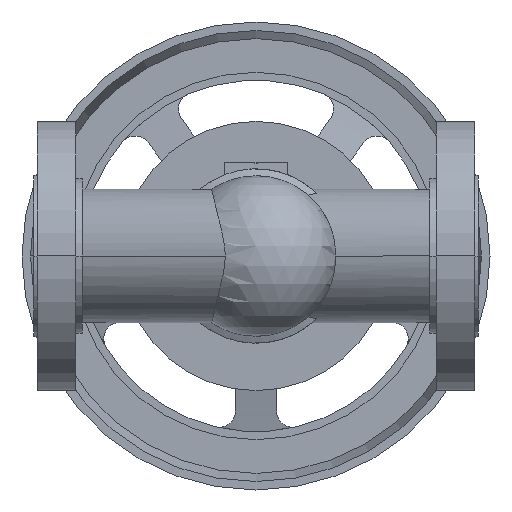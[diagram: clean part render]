
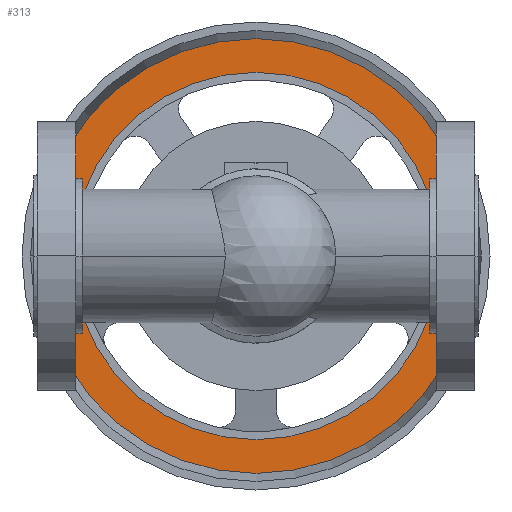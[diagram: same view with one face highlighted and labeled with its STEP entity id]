
A CAD part, front view. The second image highlights one B-rep face of the part: STEP entity #313.
In plain terms, the highlighted planar face has unit normal (0, -1, 0).
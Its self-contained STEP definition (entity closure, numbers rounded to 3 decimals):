
#313 = ADVANCED_FACE( '', ( #839, #840 ), #841, .T. );
#839 = FACE_OUTER_BOUND( '', #1470, .T. );
#840 = FACE_BOUND( '', #1471, .T. );
#841 = PLANE( '', #1472 );
#1470 = EDGE_LOOP( '', ( #3218, #3219 ) );
#1471 = EDGE_LOOP( '', ( #3220, #3221 ) );
#1472 = AXIS2_PLACEMENT_3D( '', #3222, #3223, #3224 );
#3218 = ORIENTED_EDGE( '', *, *, #4489, .F. );
#3219 = ORIENTED_EDGE( '', *, *, #4227, .F. );
#3220 = ORIENTED_EDGE( '', *, *, #4231, .T. );
#3221 = ORIENTED_EDGE( '', *, *, #4488, .T. );
#3222 = CARTESIAN_POINT( '', ( 171.393, 483., 0. ) );
#3223 = DIRECTION( '', ( 0., -1., 0. ) );
#3224 = DIRECTION( '', ( -1., 0., 0. ) );
#4227 = EDGE_CURVE( '', #5155, #5151, #5157, .T. );
#4231 = EDGE_CURVE( '', #5159, #5163, #5165, .T. );
#4488 = EDGE_CURVE( '', #5163, #5159, #5586, .T. );
#4489 = EDGE_CURVE( '', #5151, #5155, #5587, .T. );
#5151 = VERTEX_POINT( '', #6997 );
#5155 = VERTEX_POINT( '', #7002 );
#5157 = CIRCLE( '', #7005, 185.786 );
#5159 = VERTEX_POINT( '', #7007 );
#5163 = VERTEX_POINT( '', #7012 );
#5165 = CIRCLE( '', #7015, 157. );
#5586 = CIRCLE( '', #8164, 157. );
#5587 = CIRCLE( '', #8165, 185.786 );
#6997 = CARTESIAN_POINT( '', ( 185.786, 483., 0. ) );
#7002 = CARTESIAN_POINT( '', ( -185.786, 483., 0. ) );
#7005 = AXIS2_PLACEMENT_3D( '', #9141, #9142, #9143 );
#7007 = CARTESIAN_POINT( '', ( 157., 483., 0. ) );
#7012 = CARTESIAN_POINT( '', ( -157., 483., 0. ) );
#7015 = AXIS2_PLACEMENT_3D( '', #9149, #9150, #9151 );
#8164 = AXIS2_PLACEMENT_3D( '', #9544, #9545, #9546 );
#8165 = AXIS2_PLACEMENT_3D( '', #9547, #9548, #9549 );
#9141 = CARTESIAN_POINT( '', ( 0., 483., 0. ) );
#9142 = DIRECTION( '', ( 0., 1., 0. ) );
#9143 = DIRECTION( '', ( 1., 0., 0. ) );
#9149 = CARTESIAN_POINT( '', ( 0., 483., 0. ) );
#9150 = DIRECTION( '', ( 0., 1., 0. ) );
#9151 = DIRECTION( '', ( 1., 0., 0. ) );
#9544 = CARTESIAN_POINT( '', ( 0., 483., 0. ) );
#9545 = DIRECTION( '', ( 0., 1., 0. ) );
#9546 = DIRECTION( '', ( 1., 0., 0. ) );
#9547 = CARTESIAN_POINT( '', ( 0., 483., 0. ) );
#9548 = DIRECTION( '', ( 0., 1., 0. ) );
#9549 = DIRECTION( '', ( 1., 0., 0. ) );
